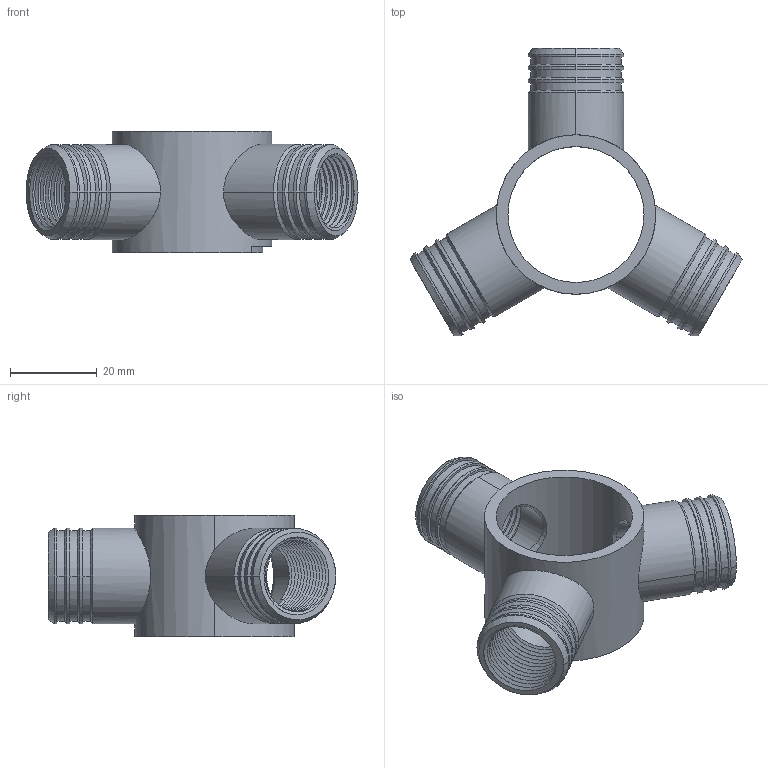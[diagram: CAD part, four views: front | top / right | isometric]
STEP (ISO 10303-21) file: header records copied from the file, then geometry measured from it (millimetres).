
FILE_DESCRIPTION (( 'STEP AP203' ), '1' );
FILE_NAME ('ValveBodyV1_0_2_SAK.STEP', '2020-03-23T16:47:04', ( '' ), ( '' ), 'SwSTEP 2.0', 'SolidWorks 2019', '' );
FILE_SCHEMA (( 'CONFIG_CONTROL_DESIGN' ));
Length unit declared in the file: millimetre
Products named in the file (2): ValveBodyV1_0_2_SAK
Bounding box: 76.64 x 66.38 x 28 mm (x, y, z)
Volume: 15069.3 mm3; surface area: 15476.9 mm2
Topology: 1 solids, 1 shells, 137 faces, 343 edges, 217 vertices
Faces by surface type: cylinder 57, bspline 36, cone 26, plane 18
Entity records: 13385 total; most frequent: CARTESIAN_POINT 10195, ORIENTED_EDGE 684, DIRECTION 581, EDGE_CURVE 342, AXIS2_PLACEMENT_3D 238, VERTEX_POINT 215, EDGE_LOOP 153, FACE_OUTER_BOUND 137
